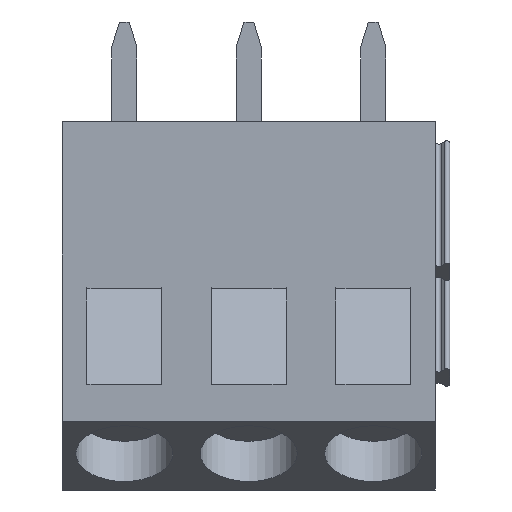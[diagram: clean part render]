
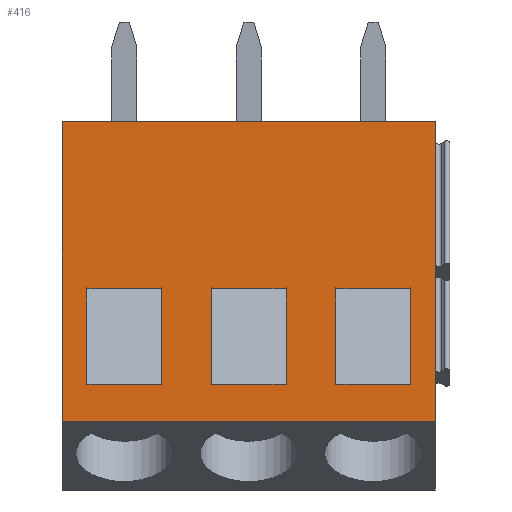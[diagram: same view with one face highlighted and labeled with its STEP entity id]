
A CAD part, front view. The second image highlights one B-rep face of the part: STEP entity #416.
In plain terms, the highlighted planar face has unit normal (0, -1, 0).
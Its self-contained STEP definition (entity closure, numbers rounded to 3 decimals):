
#416 = ADVANCED_FACE( '', ( #895, #896, #897, #898 ), #899, .F. );
#895 = FACE_OUTER_BOUND( '', #1441, .T. );
#896 = FACE_BOUND( '', #1442, .T. );
#897 = FACE_BOUND( '', #1443, .T. );
#898 = FACE_BOUND( '', #1444, .T. );
#899 = PLANE( '', #1445 );
#1441 = EDGE_LOOP( '', ( #2611, #2612, #2613, #2614 ) );
#1442 = EDGE_LOOP( '', ( #2615, #2616, #2617, #2618 ) );
#1443 = EDGE_LOOP( '', ( #2619, #2620, #2621, #2622 ) );
#1444 = EDGE_LOOP( '', ( #2623, #2624, #2625, #2626 ) );
#1445 = AXIS2_PLACEMENT_3D( '', #2627, #2628, #2629 );
#2611 = ORIENTED_EDGE( '', *, *, #3705, .T. );
#2612 = ORIENTED_EDGE( '', *, *, #3706, .F. );
#2613 = ORIENTED_EDGE( '', *, *, #3298, .F. );
#2614 = ORIENTED_EDGE( '', *, *, #3322, .T. );
#2615 = ORIENTED_EDGE( '', *, *, #3484, .F. );
#2616 = ORIENTED_EDGE( '', *, *, #3663, .F. );
#2617 = ORIENTED_EDGE( '', *, *, #3707, .F. );
#2618 = ORIENTED_EDGE( '', *, *, #3498, .F. );
#2619 = ORIENTED_EDGE( '', *, *, #3676, .F. );
#2620 = ORIENTED_EDGE( '', *, *, #3708, .F. );
#2621 = ORIENTED_EDGE( '', *, *, #3699, .F. );
#2622 = ORIENTED_EDGE( '', *, *, #3469, .F. );
#2623 = ORIENTED_EDGE( '', *, *, #3543, .F. );
#2624 = ORIENTED_EDGE( '', *, *, #3693, .F. );
#2625 = ORIENTED_EDGE( '', *, *, #3709, .F. );
#2626 = ORIENTED_EDGE( '', *, *, #3281, .F. );
#2627 = CARTESIAN_POINT( '', ( 0., -12.5, 0. ) );
#2628 = DIRECTION( '', ( 0., 1., 0. ) );
#2629 = DIRECTION( '', ( 0., 0., -1. ) );
#3281 = EDGE_CURVE( '', #3943, #3945, #3946, .T. );
#3298 = EDGE_CURVE( '', #3974, #3970, #3976, .T. );
#3322 = EDGE_CURVE( '', #3974, #4016, #4019, .T. );
#3469 = EDGE_CURVE( '', #4266, #4268, #4269, .T. );
#3484 = EDGE_CURVE( '', #4290, #4292, #4293, .T. );
#3498 = EDGE_CURVE( '', #4292, #4312, #4313, .T. );
#3543 = EDGE_CURVE( '', #4374, #3943, #4376, .T. );
#3663 = EDGE_CURVE( '', #4544, #4290, #4546, .T. );
#3676 = EDGE_CURVE( '', #4561, #4266, #4563, .T. );
#3693 = EDGE_CURVE( '', #4582, #4374, #4584, .T. );
#3699 = EDGE_CURVE( '', #4268, #4591, #4592, .T. );
#3705 = EDGE_CURVE( '', #4016, #4599, #4600, .T. );
#3706 = EDGE_CURVE( '', #3970, #4599, #4601, .T. );
#3707 = EDGE_CURVE( '', #4312, #4544, #4602, .T. );
#3708 = EDGE_CURVE( '', #4591, #4561, #4603, .T. );
#3709 = EDGE_CURVE( '', #3945, #4582, #4604, .T. );
#3943 = VERTEX_POINT( '', #4891 );
#3945 = VERTEX_POINT( '', #4894 );
#3946 = LINE( '', #4895, #4896 );
#3970 = VERTEX_POINT( '', #4930 );
#3974 = VERTEX_POINT( '', #4936 );
#3976 = LINE( '', #4939, #4940 );
#4016 = VERTEX_POINT( '', #4996 );
#4019 = LINE( '', #5000, #5001 );
#4266 = VERTEX_POINT( '', #5352 );
#4268 = VERTEX_POINT( '', #5355 );
#4269 = LINE( '', #5356, #5357 );
#4290 = VERTEX_POINT( '', #5386 );
#4292 = VERTEX_POINT( '', #5389 );
#4293 = LINE( '', #5390, #5391 );
#4312 = VERTEX_POINT( '', #5414 );
#4313 = LINE( '', #5415, #5416 );
#4374 = VERTEX_POINT( '', #5501 );
#4376 = LINE( '', #5504, #5505 );
#4544 = VERTEX_POINT( '', #5750 );
#4546 = LINE( '', #5753, #5754 );
#4561 = VERTEX_POINT( '', #5775 );
#4563 = LINE( '', #5778, #5779 );
#4582 = VERTEX_POINT( '', #5805 );
#4584 = LINE( '', #5808, #5809 );
#4591 = VERTEX_POINT( '', #5818 );
#4592 = LINE( '', #5819, #5820 );
#4599 = VERTEX_POINT( '', #5830 );
#4600 = LINE( '', #5831, #5832 );
#4601 = LINE( '', #5833, #5834 );
#4602 = LINE( '', #5835, #5836 );
#4603 = LINE( '', #5837, #5838 );
#4604 = LINE( '', #5839, #5840 );
#4891 = CARTESIAN_POINT( '', ( -6., -12.5, -10.559 ) );
#4894 = CARTESIAN_POINT( '', ( -6., -12.5, -6.723 ) );
#4895 = CARTESIAN_POINT( '', ( -6., -12.5, 0. ) );
#4896 = VECTOR( '', #6128, 1000. );
#4930 = CARTESIAN_POINT( '', ( -15., -12.5, -12.05 ) );
#4936 = CARTESIAN_POINT( '', ( 0., -12.5, -12.05 ) );
#4939 = CARTESIAN_POINT( '', ( 0., -12.5, -12.05 ) );
#4940 = VECTOR( '', #6142, 1000. );
#4996 = CARTESIAN_POINT( '', ( 0., -12.5, 0. ) );
#5000 = CARTESIAN_POINT( '', ( 0., -12.5, 0. ) );
#5001 = VECTOR( '', #6169, 1000. );
#5352 = CARTESIAN_POINT( '', ( -1., -12.5, -10.559 ) );
#5355 = CARTESIAN_POINT( '', ( -1., -12.5, -6.723 ) );
#5356 = CARTESIAN_POINT( '', ( -1., -12.5, 0. ) );
#5357 = VECTOR( '', #6308, 1000. );
#5386 = CARTESIAN_POINT( '', ( -11., -12.5, -6.723 ) );
#5389 = CARTESIAN_POINT( '', ( -14., -12.5, -6.723 ) );
#5390 = CARTESIAN_POINT( '', ( 0., -12.5, -6.723 ) );
#5391 = VECTOR( '', #6324, 1000. );
#5414 = CARTESIAN_POINT( '', ( -14., -12.5, -10.559 ) );
#5415 = CARTESIAN_POINT( '', ( -14., -12.5, 0. ) );
#5416 = VECTOR( '', #6344, 1000. );
#5501 = CARTESIAN_POINT( '', ( -9., -12.5, -10.559 ) );
#5504 = CARTESIAN_POINT( '', ( 0., -12.5, -10.559 ) );
#5505 = VECTOR( '', #6391, 1000. );
#5750 = CARTESIAN_POINT( '', ( -11., -12.5, -10.559 ) );
#5753 = CARTESIAN_POINT( '', ( -11., -12.5, 0. ) );
#5754 = VECTOR( '', #6506, 1000. );
#5775 = CARTESIAN_POINT( '', ( -4., -12.5, -10.559 ) );
#5778 = CARTESIAN_POINT( '', ( 0., -12.5, -10.559 ) );
#5779 = VECTOR( '', #6517, 1000. );
#5805 = CARTESIAN_POINT( '', ( -9., -12.5, -6.723 ) );
#5808 = CARTESIAN_POINT( '', ( -9., -12.5, 0. ) );
#5809 = VECTOR( '', #6529, 1000. );
#5818 = CARTESIAN_POINT( '', ( -4., -12.5, -6.723 ) );
#5819 = CARTESIAN_POINT( '', ( 0., -12.5, -6.723 ) );
#5820 = VECTOR( '', #6535, 1000. );
#5830 = CARTESIAN_POINT( '', ( -15., -12.5, 0. ) );
#5831 = CARTESIAN_POINT( '', ( 0., -12.5, 0. ) );
#5832 = VECTOR( '', #6539, 1000. );
#5833 = CARTESIAN_POINT( '', ( -15., -12.5, 0. ) );
#5834 = VECTOR( '', #6540, 1000. );
#5835 = CARTESIAN_POINT( '', ( 0., -12.5, -10.559 ) );
#5836 = VECTOR( '', #6541, 1000. );
#5837 = CARTESIAN_POINT( '', ( -4., -12.5, 0. ) );
#5838 = VECTOR( '', #6542, 1000. );
#5839 = CARTESIAN_POINT( '', ( 0., -12.5, -6.723 ) );
#5840 = VECTOR( '', #6543, 1000. );
#6128 = DIRECTION( '', ( 0., 0., 1. ) );
#6142 = DIRECTION( '', ( -1., 0., 0. ) );
#6169 = DIRECTION( '', ( 0., 0., 1. ) );
#6308 = DIRECTION( '', ( 0., 0., 1. ) );
#6324 = DIRECTION( '', ( -1., 0., 0. ) );
#6344 = DIRECTION( '', ( 0., 0., -1. ) );
#6391 = DIRECTION( '', ( 1., 0., 0. ) );
#6506 = DIRECTION( '', ( 0., 0., 1. ) );
#6517 = DIRECTION( '', ( 1., 0., 0. ) );
#6529 = DIRECTION( '', ( 0., 0., -1. ) );
#6535 = DIRECTION( '', ( -1., 0., 0. ) );
#6539 = DIRECTION( '', ( -1., 0., 0. ) );
#6540 = DIRECTION( '', ( 0., 0., 1. ) );
#6541 = DIRECTION( '', ( 1., 0., 0. ) );
#6542 = DIRECTION( '', ( 0., 0., -1. ) );
#6543 = DIRECTION( '', ( -1., 0., 0. ) );
